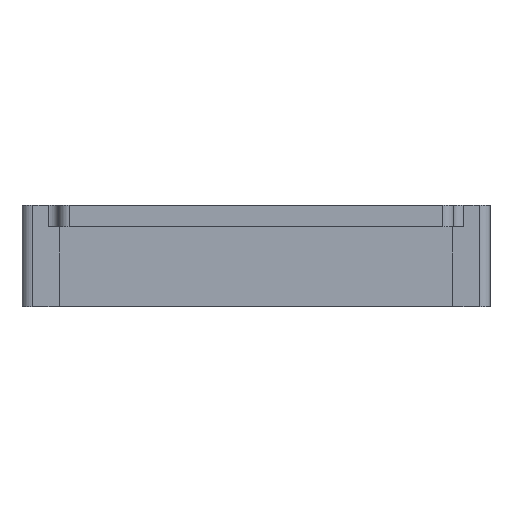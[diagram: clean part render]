
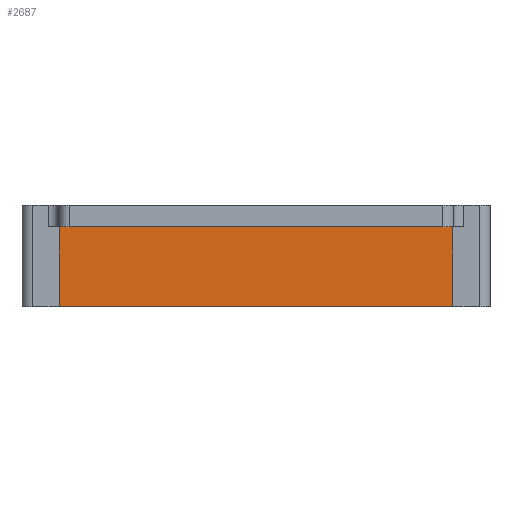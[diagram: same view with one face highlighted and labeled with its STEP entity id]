
A CAD part, front view. The second image highlights one B-rep face of the part: STEP entity #2687.
In plain terms, the highlighted planar face has unit normal (0, -1, 0).
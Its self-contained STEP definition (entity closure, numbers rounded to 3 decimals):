
#150=LINE('',#4217,#390);
#243=LINE('',#4455,#483);
#279=LINE('',#4586,#519);
#280=LINE('',#4588,#520);
#390=VECTOR('',#3334,10.);
#483=VECTOR('',#3613,10.);
#519=VECTOR('',#3779,10.);
#520=VECTOR('',#3782,10.);
#731=FACE_OUTER_BOUND('',#915,.T.);
#915=EDGE_LOOP('',(#2405,#2406,#2407,#2408));
#1251=VERTEX_POINT('',#4214);
#1252=VERTEX_POINT('',#4216);
#1303=VERTEX_POINT('',#4452);
#1304=VERTEX_POINT('',#4454);
#1523=EDGE_CURVE('',#1251,#1252,#150,.T.);
#1644=EDGE_CURVE('',#1303,#1304,#243,.T.);
#1705=EDGE_CURVE('',#1251,#1304,#279,.T.);
#1706=EDGE_CURVE('',#1252,#1303,#280,.T.);
#2405=ORIENTED_EDGE('',*,*,#1523,.F.);
#2406=ORIENTED_EDGE('',*,*,#1705,.T.);
#2407=ORIENTED_EDGE('',*,*,#1644,.F.);
#2408=ORIENTED_EDGE('',*,*,#1706,.F.);
#2553=PLANE('',#2991);
#2687=ADVANCED_FACE('',(#731),#2553,.T.);
#2991=AXIS2_PLACEMENT_3D('',#4587,#3780,#3781);
#3334=DIRECTION('',(1.,0.,0.));
#3613=DIRECTION('',(-1.,0.,0.));
#3779=DIRECTION('',(0.,0.,-1.));
#3780=DIRECTION('center_axis',(0.,-1.,0.));
#3781=DIRECTION('ref_axis',(-1.,0.,0.));
#3782=DIRECTION('',(0.,0.,-1.));
#4214=CARTESIAN_POINT('',(-37.,43.,0.));
#4216=CARTESIAN_POINT('',(37.,43.,0.));
#4217=CARTESIAN_POINT('',(18.5,43.,0.));
#4452=CARTESIAN_POINT('',(37.,43.,-15.));
#4454=CARTESIAN_POINT('',(-37.,43.,-15.));
#4455=CARTESIAN_POINT('',(37.,43.,-15.));
#4586=CARTESIAN_POINT('',(-37.,43.,0.));
#4587=CARTESIAN_POINT('Origin',(37.,43.,0.));
#4588=CARTESIAN_POINT('',(37.,43.,0.));
